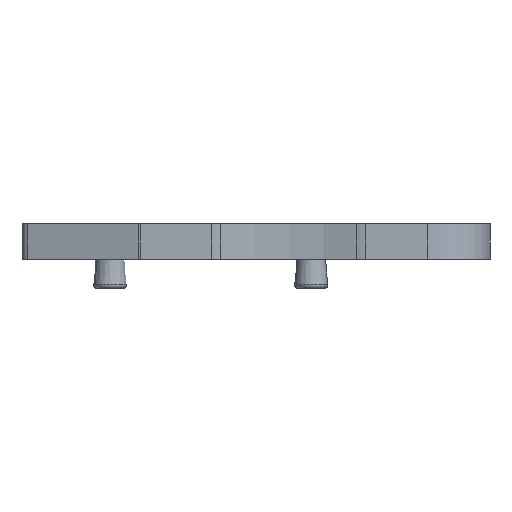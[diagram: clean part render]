
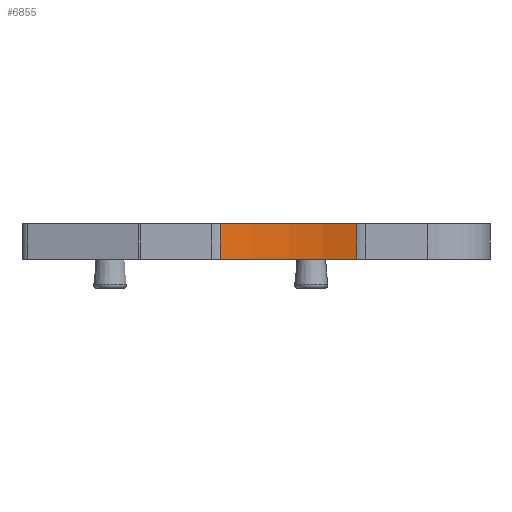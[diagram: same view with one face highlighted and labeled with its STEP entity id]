
A CAD part, left-side view. The second image highlights one B-rep face of the part: STEP entity #6855.
In plain terms, the highlighted cylindrical face has radius 15 mm (diameter 30 mm), a partial arc.
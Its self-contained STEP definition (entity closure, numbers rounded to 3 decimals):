
#6795=CARTESIAN_POINT('',(259.441,-5.572,0.));
#6796=VERTEX_POINT('',#6795);
#6804=CARTESIAN_POINT('',(259.441,-5.572,2.2));
#6805=VERTEX_POINT('',#6804);
#6806=CARTESIAN_POINT('',(259.441,-5.572,0.));
#6807=DIRECTION('',(0.,0.,1.));
#6808=VECTOR('',#6807,2.2);
#6809=LINE('',#6806,#6808);
#6810=EDGE_CURVE('',#6796,#6805,#6809,.T.);
#6823=CARTESIAN_POINT('',(245.051,-9.805,2.42));
#6824=DIRECTION('',(0.959,0.282,0.));
#6825=DIRECTION('',(0.,0.,-1.));
#6826=AXIS2_PLACEMENT_3D('',#6823,#6825,#6824);
#6827=CYLINDRICAL_SURFACE('',#6826,15.);
#6828=ORIENTED_EDGE('',*,*,#6810,.T.);
#6829=CARTESIAN_POINT('',(259.441,-14.038,2.2));
#6830=VERTEX_POINT('',#6829);
#6831=CARTESIAN_POINT('',(245.051,-9.805,2.2));
#6832=DIRECTION('',(0.959,-0.282,0.));
#6833=DIRECTION('',(0.,0.,1.));
#6834=AXIS2_PLACEMENT_3D('',#6831,#6833,#6832);
#6835=CIRCLE('',#6834,15.);
#6836=EDGE_CURVE('',#6830,#6805,#6835,.T.);
#6837=ORIENTED_EDGE('E3659',*,*,#6836,.F.);
#6838=CARTESIAN_POINT('',(259.441,-14.038,0.));
#6839=VERTEX_POINT('',#6838);
#6840=CARTESIAN_POINT('',(259.441,-14.038,0.));
#6841=DIRECTION('',(0.,0.,1.));
#6842=VECTOR('',#6841,2.2);
#6843=LINE('',#6840,#6842);
#6844=EDGE_CURVE('',#6839,#6830,#6843,.T.);
#6845=ORIENTED_EDGE('E855',*,*,#6844,.F.);
#6846=CARTESIAN_POINT('',(245.051,-9.805,0.));
#6847=DIRECTION('',(0.959,-0.282,0.));
#6848=DIRECTION('',(0.,0.,1.));
#6849=AXIS2_PLACEMENT_3D('',#6846,#6848,#6847);
#6850=CIRCLE('',#6849,15.);
#6851=EDGE_CURVE('',#6839,#6796,#6850,.T.);
#6852=ORIENTED_EDGE('E3640',*,*,#6851,.T.);
#6853=EDGE_LOOP('',(#6828,#6837,#6845,#6852));
#6854=FACE_OUTER_BOUND('',#6853,.F.);
#6855=ADVANCED_FACE('F14',(#6854),#6827,.F.);
